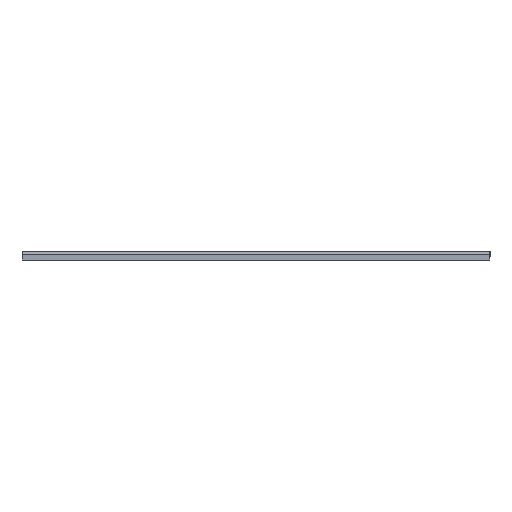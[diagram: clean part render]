
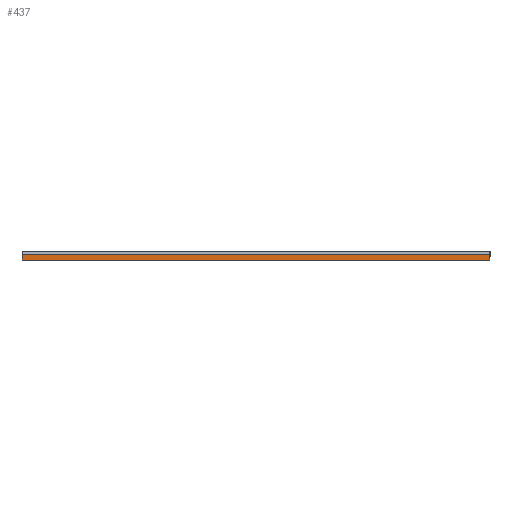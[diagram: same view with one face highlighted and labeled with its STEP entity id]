
A CAD part, front view. The second image highlights one B-rep face of the part: STEP entity #437.
In plain terms, the highlighted planar face has unit normal (0, -1, 0).
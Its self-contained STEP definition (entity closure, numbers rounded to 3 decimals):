
#339 = CARTESIAN_POINT ( 'NONE',  ( 404.8, -118.25, -2.237 ) ) ;
#437 = ADVANCED_FACE ( 'NONE', ( #3194 ), #9980, .F. ) ;
#950 = VECTOR ( 'NONE', #6390, 1000. ) ;
#1468 = VECTOR ( 'NONE', #1955, 1000. ) ;
#1886 = VERTEX_POINT ( 'NONE', #339 ) ;
#1911 = ORIENTED_EDGE ( 'NONE', *, *, #17411, .T. ) ;
#1955 = DIRECTION ( 'NONE',  ( 1., 0., 0. ) ) ;
#2140 = DIRECTION ( 'NONE',  ( 1., 0., 0. ) ) ;
#3006 = VECTOR ( 'NONE', #2140, 1000. ) ;
#3150 = EDGE_CURVE ( 'NONE', #11719, #12838, #9066, .T. ) ;
#3194 = FACE_OUTER_BOUND ( 'NONE', #27436, .T. ) ;
#4261 = DIRECTION ( 'NONE',  ( 0., 0., -1. ) ) ;
#6014 = ORIENTED_EDGE ( 'NONE', *, *, #26883, .F. ) ;
#6390 = DIRECTION ( 'NONE',  ( 0., 0., 1. ) ) ;
#7106 = EDGE_CURVE ( 'NONE', #24079, #11719, #23627, .T. ) ;
#7418 = ORIENTED_EDGE ( 'NONE', *, *, #7106, .T. ) ;
#7535 = VECTOR ( 'NONE', #4261, 1000. ) ;
#9066 = LINE ( 'NONE', #13286, #3006 ) ;
#9444 = CARTESIAN_POINT ( 'NONE',  ( 404.8, -118.25, -7.251 ) ) ;
#9980 = PLANE ( 'NONE',  #17984 ) ;
#10783 = CARTESIAN_POINT ( 'NONE',  ( -13.875, -118.25, -2.237 ) ) ;
#11719 = VERTEX_POINT ( 'NONE', #22288 ) ;
#12838 = VERTEX_POINT ( 'NONE', #9444 ) ;
#13286 = CARTESIAN_POINT ( 'NONE',  ( 404.8, -118.25, -7.251 ) ) ;
#14075 = ORIENTED_EDGE ( 'NONE', *, *, #3150, .T. ) ;
#14342 = DIRECTION ( 'NONE',  ( -1., 0., 0. ) ) ;
#16472 = CARTESIAN_POINT ( 'NONE',  ( 0., -118.25, 115.169 ) ) ;
#16788 = CARTESIAN_POINT ( 'NONE',  ( 0., -118.25, -2.237 ) ) ;
#17411 = EDGE_CURVE ( 'NONE', #12838, #1886, #18953, .T. ) ;
#17984 = AXIS2_PLACEMENT_3D ( 'NONE', #16472, #25090, #14342 ) ;
#18953 = LINE ( 'NONE', #25746, #950 ) ;
#21018 = LINE ( 'NONE', #16788, #1468 ) ;
#22288 = CARTESIAN_POINT ( 'NONE',  ( -13.875, -118.25, -7.251 ) ) ;
#23627 = LINE ( 'NONE', #25607, #7535 ) ;
#24079 = VERTEX_POINT ( 'NONE', #10783 ) ;
#25090 = DIRECTION ( 'NONE',  ( 0., 1., 0. ) ) ;
#25607 = CARTESIAN_POINT ( 'NONE',  ( -13.875, -118.25, -7.251 ) ) ;
#25746 = CARTESIAN_POINT ( 'NONE',  ( 404.8, -118.25, 9.619 ) ) ;
#26883 = EDGE_CURVE ( 'NONE', #24079, #1886, #21018, .T. ) ;
#27436 = EDGE_LOOP ( 'NONE', ( #6014, #7418, #14075, #1911 ) ) ;
